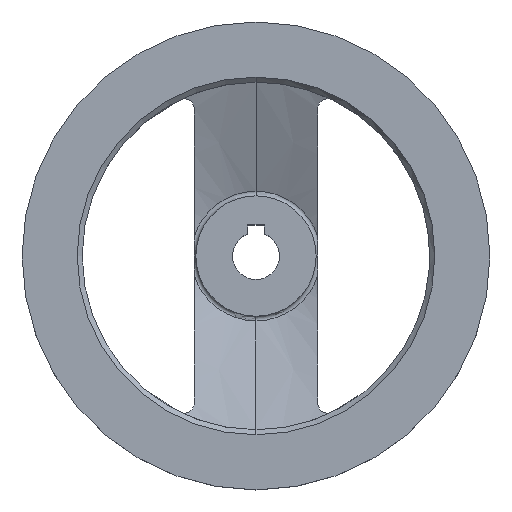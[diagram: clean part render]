
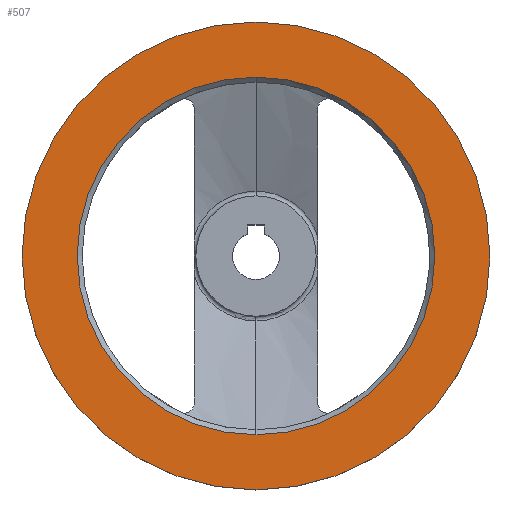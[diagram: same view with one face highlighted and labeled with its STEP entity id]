
A CAD part, top view. The second image highlights one B-rep face of the part: STEP entity #507.
In plain terms, the highlighted planar face has unit normal (0, 0, 1).
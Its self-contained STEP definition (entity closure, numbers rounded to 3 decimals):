
#231=EDGE_CURVE('',#275,#287,#661,.T.);
#233=EDGE_CURVE('',#569,#423,#663,.T.);
#275=VERTEX_POINT('',#712);
#287=VERTEX_POINT('',#725);
#423=VERTEX_POINT('',#874);
#507=ADVANCED_FACE('',(#966,#967),#968,.T.);
#569=VERTEX_POINT('',#1037);
#593=EDGE_CURVE('',#287,#275,#1063,.T.);
#603=EDGE_CURVE('',#423,#569,#1074,.T.);
#661=CIRCLE('',#1125,53.5);
#663=CIRCLE('',#1128,70.);
#712=CARTESIAN_POINT('',(0.,53.5,36.0));
#725=CARTESIAN_POINT('',(0.,-53.5,36.0));
#874=CARTESIAN_POINT('',(0.,70.,36.0));
#966=FACE_BOUND('',#1695,.T.);
#967=FACE_OUTER_BOUND('',#1696,.T.);
#968=PLANE('',#1697);
#1037=CARTESIAN_POINT('',(0.,-70.0,36.0));
#1063=CIRCLE('',#1893,53.5);
#1074=CIRCLE('',#1932,70.);
#1125=AXIS2_PLACEMENT_3D('',#2034,#2035,#2036);
#1128=AXIS2_PLACEMENT_3D('',#2037,#2038,#2039);
#1695=EDGE_LOOP('',(#2397,#2398));
#1696=EDGE_LOOP('',(#2399,#2400));
#1697=AXIS2_PLACEMENT_3D('',#2401,#2402,#2403);
#1893=AXIS2_PLACEMENT_3D('',#2515,#2516,#2517);
#1932=AXIS2_PLACEMENT_3D('',#2527,#2528,#2529);
#2034=CARTESIAN_POINT('',(0.,0.,36.0));
#2035=DIRECTION('',(0.,0.,1.0));
#2036=DIRECTION('',(0.,1.0,0.));
#2037=CARTESIAN_POINT('',(0.,0.,36.0));
#2038=DIRECTION('',(0.,0.,1.0));
#2039=DIRECTION('',(0.,1.0,0.));
#2397=ORIENTED_EDGE('',*,*,#231,.F.);
#2398=ORIENTED_EDGE('',*,*,#593,.F.);
#2399=ORIENTED_EDGE('',*,*,#603,.T.);
#2400=ORIENTED_EDGE('',*,*,#233,.T.);
#2401=CARTESIAN_POINT('',(0.,61.75,36.0));
#2402=DIRECTION('',(0.,0.,1.0));
#2403=DIRECTION('',(0.,1.0,0.0));
#2515=CARTESIAN_POINT('',(0.,0.,36.0));
#2516=DIRECTION('',(0.,0.,1.0));
#2517=DIRECTION('',(0.,1.0,0.));
#2527=CARTESIAN_POINT('',(0.,0.,36.0));
#2528=DIRECTION('',(0.,0.,1.0));
#2529=DIRECTION('',(0.,1.0,0.));
